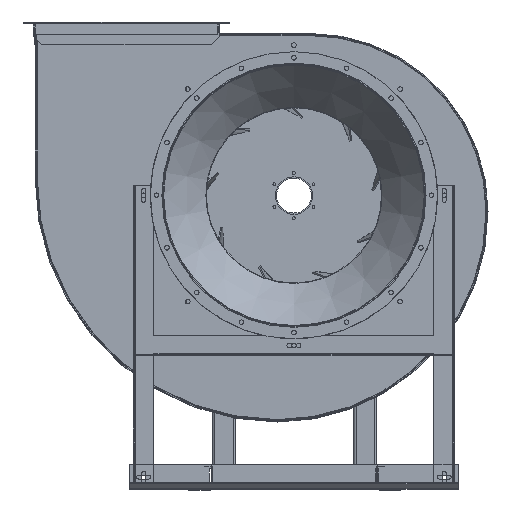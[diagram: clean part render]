
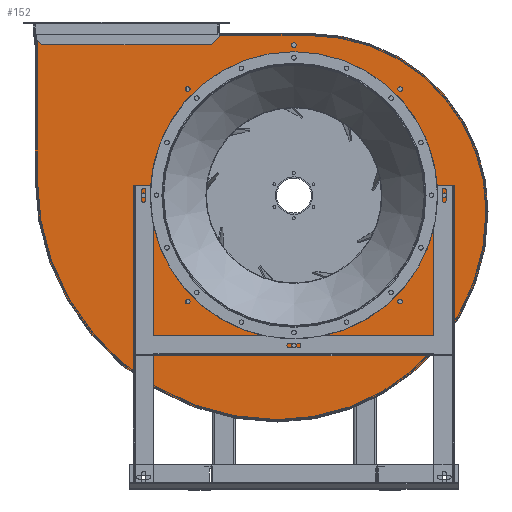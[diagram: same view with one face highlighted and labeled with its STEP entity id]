
A CAD part, top view. The second image highlights one B-rep face of the part: STEP entity #152.
In plain terms, the highlighted planar face has unit normal (0, 0, 1).
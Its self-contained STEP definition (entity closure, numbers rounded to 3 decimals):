
#152=ADVANCED_FACE('',(#9664,#9666,#9668,#9670,#9672,#9674,#9676,#9678,#9680,#9682),
#9684,.T.);
#9664=FACE_BOUND('',#9665,.T.);
#9665=EDGE_LOOP('',(#20617,#20618,#20619,#20620,#20621,#20622,#20623,#20624,#20625,
#20626));
#9666=FACE_BOUND('',#9667,.T.);
#9667=EDGE_LOOP('',(#20627));
#9668=FACE_BOUND('',#9669,.T.);
#9669=EDGE_LOOP('',(#20628));
#9670=FACE_BOUND('',#9671,.T.);
#9671=EDGE_LOOP('',(#20629));
#9672=FACE_BOUND('',#9673,.T.);
#9673=EDGE_LOOP('',(#20630));
#9674=FACE_BOUND('',#9675,.T.);
#9675=EDGE_LOOP('',(#20631));
#9676=FACE_BOUND('',#9677,.T.);
#9677=EDGE_LOOP('',(#20632));
#9678=FACE_BOUND('',#9679,.T.);
#9679=EDGE_LOOP('',(#20633));
#9680=FACE_BOUND('',#9681,.T.);
#9681=EDGE_LOOP('',(#20634));
#9682=FACE_BOUND('',#9683,.T.);
#9683=EDGE_LOOP('',(#20635));
#9684=PLANE('',#9685);
#9685=AXIS2_PLACEMENT_3D('',#9686,#9687,#9688);
#9686=CARTESIAN_POINT('',(-201.5,717.,820.));
#9687=DIRECTION('',(0.,0.,1.));
#9688=DIRECTION('',(1.,0.,0.));
#20617=ORIENTED_EDGE('',*,*,#29666,.F.);
#20618=ORIENTED_EDGE('',*,*,#29660,.T.);
#20619=ORIENTED_EDGE('',*,*,#29667,.T.);
#20620=ORIENTED_EDGE('',*,*,#29668,.T.);
#20621=ORIENTED_EDGE('',*,*,#29669,.T.);
#20622=ORIENTED_EDGE('',*,*,#29670,.T.);
#20623=ORIENTED_EDGE('',*,*,#29652,.T.);
#20624=ORIENTED_EDGE('',*,*,#29671,.F.);
#20625=ORIENTED_EDGE('',*,*,#29672,.F.);
#20626=ORIENTED_EDGE('',*,*,#29673,.F.);
#20627=ORIENTED_EDGE('',*,*,#29674,.T.);
#20628=ORIENTED_EDGE('',*,*,#29675,.T.);
#20629=ORIENTED_EDGE('',*,*,#29676,.T.);
#20630=ORIENTED_EDGE('',*,*,#29677,.T.);
#20631=ORIENTED_EDGE('',*,*,#29678,.T.);
#20632=ORIENTED_EDGE('',*,*,#29679,.T.);
#20633=ORIENTED_EDGE('',*,*,#29680,.T.);
#20634=ORIENTED_EDGE('',*,*,#29681,.T.);
#20635=ORIENTED_EDGE('',*,*,#29682,.F.);
#29652=EDGE_CURVE('',#33802,#33800,#33803,.T.);
#29660=EDGE_CURVE('',#33808,#33816,#33818,.T.);
#29666=EDGE_CURVE('',#33808,#33826,#33827,.F.);
#29667=EDGE_CURVE('',#33816,#33828,#33829,.T.);
#29668=EDGE_CURVE('',#33828,#33830,#33831,.T.);
#29669=EDGE_CURVE('',#33830,#33832,#33833,.T.);
#29670=EDGE_CURVE('',#33832,#33802,#33834,.T.);
#29671=EDGE_CURVE('',#33835,#33800,#33836,.T.);
#29672=EDGE_CURVE('',#33837,#33835,#33838,.F.);
#29673=EDGE_CURVE('',#33826,#33837,#33839,.T.);
#29674=EDGE_CURVE('',#33840,#33840,#33841,.F.);
#29675=EDGE_CURVE('',#33842,#33842,#33843,.F.);
#29676=EDGE_CURVE('',#33844,#33844,#33845,.F.);
#29677=EDGE_CURVE('',#33846,#33846,#33847,.F.);
#29678=EDGE_CURVE('',#33848,#33848,#33849,.F.);
#29679=EDGE_CURVE('',#33850,#33850,#33851,.F.);
#29680=EDGE_CURVE('',#33852,#33852,#33853,.F.);
#29681=EDGE_CURVE('',#33854,#33854,#33855,.F.);
#29682=EDGE_CURVE('',#33856,#33856,#33857,.T.);
#33800=VERTEX_POINT('',#38921);
#33802=VERTEX_POINT('',#38925);
#33803=LINE('',#38926,#38927);
#33808=VERTEX_POINT('',#38937);
#33816=VERTEX_POINT('',#38953);
#33818=LINE('',#38957,#38958);
#33826=VERTEX_POINT('',#38977);
#33827=LINE('',#38978,#38979);
#33828=VERTEX_POINT('',#38981);
#33829=LINE('',#38982,#38983);
#33830=VERTEX_POINT('',#38985);
#33831=CIRCLE('',#38986,591.289);
#33832=VERTEX_POINT('',#38990);
#33833=CIRCLE('',#38991,512.54);
#33834=CIRCLE('',#38995,433.789);
#33835=VERTEX_POINT('',#38999);
#33836=LINE('',#39000,#39001);
#33837=VERTEX_POINT('',#39003);
#33838=LINE('',#39004,#39005);
#33839=LINE('',#39007,#39008);
#33840=VERTEX_POINT('',#39010);
#33841=CIRCLE('',#39011,5.65);
#33842=VERTEX_POINT('',#39015);
#33843=CIRCLE('',#39016,5.65);
#33844=VERTEX_POINT('',#39020);
#33845=CIRCLE('',#39021,5.65);
#33846=VERTEX_POINT('',#39025);
#33847=CIRCLE('',#39026,5.65);
#33848=VERTEX_POINT('',#39030);
#33849=CIRCLE('',#39031,5.65);
#33850=VERTEX_POINT('',#39035);
#33851=CIRCLE('',#39036,5.65);
#33852=VERTEX_POINT('',#39040);
#33853=CIRCLE('',#39041,5.65);
#33854=VERTEX_POINT('',#39045);
#33855=CIRCLE('',#39046,5.65);
#33856=VERTEX_POINT('',#39050);
#33857=CIRCLE('',#39051,350.);
#38921=CARTESIAN_POINT('',(-382.563,1111.413,820.));
#38925=CARTESIAN_POINT('',(-162.125,1111.413,820.));
#38926=CARTESIAN_POINT('',(-162.125,1111.413,820.));
#38927=VECTOR('',#38928,1.);
#38928=DIRECTION('',(-1.,0.,0.));
#38937=CARTESIAN_POINT('',(-831.763,1099.413,820.));
#38953=CARTESIAN_POINT('',(-832.163,1099.413,820.));
#38957=CARTESIAN_POINT('',(-831.763,1099.413,820.));
#38958=VECTOR('',#38959,1.);
#38959=DIRECTION('',(-1.,0.,0.));
#38977=CARTESIAN_POINT('',(-816.763,1084.413,820.));
#38978=CARTESIAN_POINT('',(-816.763,1084.413,820.));
#38979=VECTOR('',#38980,1.);
#38980=DIRECTION('',(-0.707,0.707,0.));
#38981=CARTESIAN_POINT('',(-832.163,756.375,820.));
#38982=CARTESIAN_POINT('',(-832.163,1099.413,820.));
#38983=VECTOR('',#38984,1.);
#38984=DIRECTION('',(0.,-1.,0.));
#38985=CARTESIAN_POINT('',(-240.875,165.085,820.));
#38986=AXIS2_PLACEMENT_3D('',#38987,#38988,#38989);
#38987=CARTESIAN_POINT('',(-240.874,756.374,820.));
#38988=DIRECTION('',(0.,0.,1.));
#38989=DIRECTION('',(-1.,0.,0.));
#38990=CARTESIAN_POINT('',(271.665,677.625,820.));
#38991=AXIS2_PLACEMENT_3D('',#38992,#38993,#38994);
#38992=CARTESIAN_POINT('',(-240.875,677.625,820.));
#38993=DIRECTION('',(0.,0.,1.));
#38994=DIRECTION('',(0.,-1.,0.));
#38995=AXIS2_PLACEMENT_3D('',#38996,#38997,#38998);
#38996=CARTESIAN_POINT('',(-162.124,677.624,820.));
#38997=DIRECTION('',(0.,0.,1.));
#38998=DIRECTION('',(1.,0.,0.));
#38999=CARTESIAN_POINT('',(-382.563,1104.413,820.));
#39000=CARTESIAN_POINT('',(-382.563,1104.413,820.));
#39001=VECTOR('',#39002,1.);
#39002=DIRECTION('',(0.,1.,0.));
#39003=CARTESIAN_POINT('',(-402.563,1084.413,820.));
#39004=CARTESIAN_POINT('',(-382.563,1104.413,820.));
#39005=VECTOR('',#39006,1.);
#39006=DIRECTION('',(-0.707,-0.707,0.));
#39007=CARTESIAN_POINT('',(-816.763,1084.413,820.));
#39008=VECTOR('',#39009,1.);
#39009=DIRECTION('',(1.,0.,0.));
#39010=CARTESIAN_POINT('',(-454.784,975.934,820.));
#39011=AXIS2_PLACEMENT_3D('',#39012,#39013,#39014);
#39012=CARTESIAN_POINT('',(-460.434,975.934,820.));
#39013=DIRECTION('',(0.,0.,1.));
#39014=DIRECTION('',(1.,0.,0.));
#39015=CARTESIAN_POINT('',(63.084,975.934,820.));
#39016=AXIS2_PLACEMENT_3D('',#39017,#39018,#39019);
#39017=CARTESIAN_POINT('',(57.434,975.934,820.));
#39018=DIRECTION('',(0.,0.,1.));
#39019=DIRECTION('',(1.,0.,0.));
#39020=CARTESIAN_POINT('',(63.084,458.066,820.));
#39021=AXIS2_PLACEMENT_3D('',#39022,#39023,#39024);
#39022=CARTESIAN_POINT('',(57.434,458.066,820.));
#39023=DIRECTION('',(0.,0.,1.));
#39024=DIRECTION('',(1.,0.,0.));
#39025=CARTESIAN_POINT('',(-454.784,458.066,820.));
#39026=AXIS2_PLACEMENT_3D('',#39027,#39028,#39029);
#39027=CARTESIAN_POINT('',(-460.434,458.066,820.));
#39028=DIRECTION('',(0.,0.,1.));
#39029=DIRECTION('',(1.,0.,0.));
#39030=CARTESIAN_POINT('',(-195.85,1083.188,820.));
#39031=AXIS2_PLACEMENT_3D('',#39032,#39033,#39034);
#39032=CARTESIAN_POINT('',(-201.5,1083.188,820.));
#39033=DIRECTION('',(0.,0.,1.));
#39034=DIRECTION('',(1.,0.,0.));
#39035=CARTESIAN_POINT('',(170.338,717.,820.));
#39036=AXIS2_PLACEMENT_3D('',#39037,#39038,#39039);
#39037=CARTESIAN_POINT('',(164.688,717.,820.));
#39038=DIRECTION('',(0.,0.,1.));
#39039=DIRECTION('',(1.,0.,0.));
#39040=CARTESIAN_POINT('',(-195.85,350.813,820.));
#39041=AXIS2_PLACEMENT_3D('',#39042,#39043,#39044);
#39042=CARTESIAN_POINT('',(-201.5,350.813,820.));
#39043=DIRECTION('',(0.,0.,1.));
#39044=DIRECTION('',(1.,0.,0.));
#39045=CARTESIAN_POINT('',(-562.038,717.,820.));
#39046=AXIS2_PLACEMENT_3D('',#39047,#39048,#39049);
#39047=CARTESIAN_POINT('',(-567.688,717.,820.));
#39048=DIRECTION('',(0.,0.,1.));
#39049=DIRECTION('',(1.,0.,0.));
#39050=CARTESIAN_POINT('',(-551.5,717.,820.));
#39051=AXIS2_PLACEMENT_3D('',#39052,#39053,#39054);
#39052=CARTESIAN_POINT('',(-201.5,717.,820.));
#39053=DIRECTION('',(0.,0.,1.));
#39054=DIRECTION('',(-1.,0.,0.));
